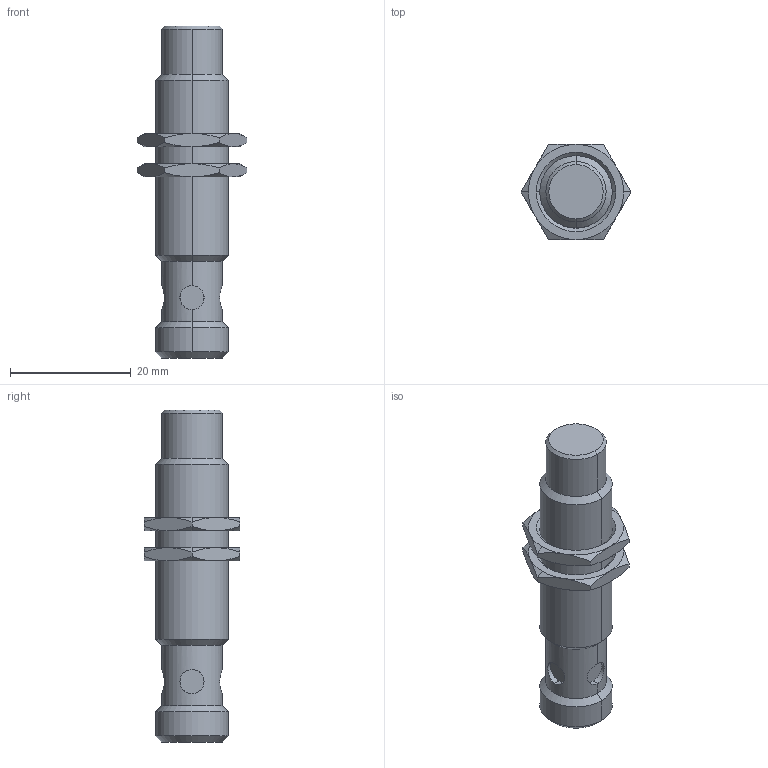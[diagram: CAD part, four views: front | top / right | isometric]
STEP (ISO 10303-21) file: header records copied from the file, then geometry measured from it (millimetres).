
FILE_DESCRIPTION((''),'2;1');
FILE_NAME('ASM0001_ASM','2011-11-23T',('dhelisch'),(''),'PRO/ENGINEER BY PARAMETRIC TECHNOLOGY CORPORATION, 2007250','PRO/ENGINEER BY PARAMETRIC TECHNOLOGY CORPORATION, 2007250','');
FILE_SCHEMA(('CONFIG_CONTROL_DESIGN'));
Length unit declared in the file: millimetre
Products named in the file (3): CAD1403; SECHSKANTMUTTER_3; ASM0001_ASM
Assembly tree (3 placements, depth 2):
  ASM0001_ASM
    CAD1403
    SECHSKANTMUTTER_3  x2
Bounding box: 18.2 x 15.77 x 55 mm (x, y, z)
Volume: 5883.3 mm3; surface area: 2915.3 mm2
Topology: 3 solids, 3 shells, 92 faces, 192 edges, 108 vertices
Faces by surface type: cone 50, plane 22, cylinder 20
Entity records: 1947 total; most frequent: CARTESIAN_POINT 536, DIRECTION 284, ORIENTED_EDGE 256, EDGE_CURVE 128, AXIS2_PLACEMENT_3D 120, VERTEX_POINT 72, EDGE_LOOP 66, FACE_OUTER_BOUND 62
